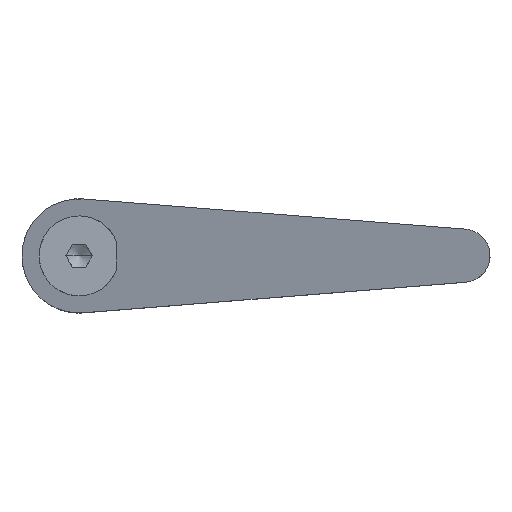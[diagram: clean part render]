
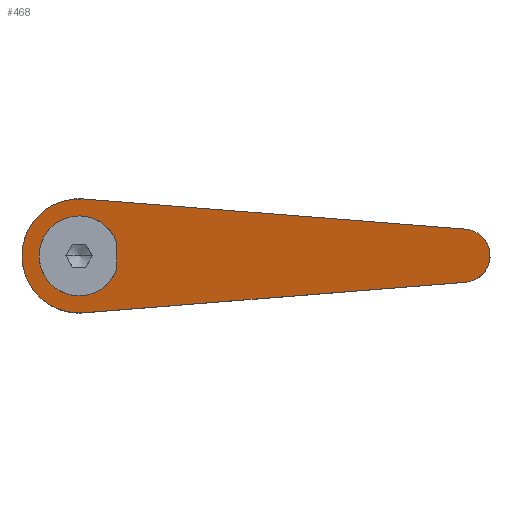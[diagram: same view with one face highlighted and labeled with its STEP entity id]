
A CAD part, top view. The second image highlights one B-rep face of the part: STEP entity #468.
In plain terms, the highlighted planar face has unit normal (-0.26, 0, 0.966).
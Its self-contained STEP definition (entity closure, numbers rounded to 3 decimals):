
#226=VERTEX_POINT('',#628);
#244=EDGE_CURVE('',#486,#290,#649,.T.);
#246=EDGE_CURVE('',#452,#294,#651,.T.);
#250=VERTEX_POINT('',#656);
#274=EDGE_CURVE('',#294,#486,#681,.T.);
#290=VERTEX_POINT('',#701);
#294=VERTEX_POINT('',#705);
#350=EDGE_CURVE('',#576,#250,#765,.T.);
#390=VERTEX_POINT('',#806);
#408=EDGE_CURVE('',#226,#390,#829,.T.);
#412=EDGE_CURVE('',#436,#452,#833,.T.);
#436=VERTEX_POINT('',#859);
#452=VERTEX_POINT('',#878);
#468=ADVANCED_FACE('',(#895,#896),#897,.F.);
#470=EDGE_CURVE('',#250,#226,#899,.T.);
#486=VERTEX_POINT('',#916);
#526=EDGE_CURVE('',#390,#576,#964,.T.);
#548=EDGE_CURVE('',#290,#436,#989,.T.);
#576=VERTEX_POINT('',#1021);
#628=CARTESIAN_POINT('',(0.,10.5,79.837));
#649=LINE('',#1102,#1103);
#651=LINE('',#1106,#1107);
#656=CARTESIAN_POINT('',(9.896,3.511,82.5));
#681=ELLIPSE('',#1145,7.249,7.0);
#701=CARTESIAN_POINT('',(1.188,14.953,80.157));
#705=CARTESIAN_POINT('',(101.554,-6.978,107.167));
#765=LINE('',#1261,#1262);
#806=CARTESIAN_POINT('',(0.,-10.5,79.837));
#829=ELLIPSE('',#1352,10.874,10.5);
#833=ELLIPSE('',#1367,15.534,15.0);
#859=CARTESIAN_POINT('',(-15.0,0.,75.8));
#878=CARTESIAN_POINT('',(1.188,-14.953,80.157));
#895=FACE_OUTER_BOUND('',#1472,.T.);
#896=FACE_BOUND('',#1473,.T.);
#897=PLANE('',#1474);
#899=ELLIPSE('',#1477,10.874,10.5);
#916=CARTESIAN_POINT('',(101.554,6.978,107.167));
#964=ELLIPSE('',#1562,10.874,10.5);
#989=ELLIPSE('',#1597,15.534,15.0);
#1021=CARTESIAN_POINT('',(9.896,-3.511,82.5));
#1102=CARTESIAN_POINT('',(56.602,10.55,95.07));
#1103=VECTOR('',#1722,1.0);
#1106=CARTESIAN_POINT('',(103.416,-6.83,107.668));
#1107=VECTOR('',#1723,1.0);
#1145=AXIS2_PLACEMENT_3D('',#1755,#1756,#1757);
#1261=CARTESIAN_POINT('',(9.896,0.,82.5));
#1262=VECTOR('',#1837,1.0);
#1352=AXIS2_PLACEMENT_3D('',#1898,#1899,#1900);
#1367=AXIS2_PLACEMENT_3D('',#1901,#1902,#1903);
#1472=EDGE_LOOP('',(#1970,#1971,#1972,#1973,#1974));
#1473=EDGE_LOOP('',(#1975,#1976,#1977,#1978));
#1474=AXIS2_PLACEMENT_3D('',#1979,#1980,#1981);
#1477=AXIS2_PLACEMENT_3D('',#1982,#1983,#1984);
#1562=AXIS2_PLACEMENT_3D('',#2074,#2075,#2076);
#1597=AXIS2_PLACEMENT_3D('',#2110,#2111,#2112);
#1722=DIRECTION('',(-0.963,0.077,-0.259));
#1723=DIRECTION('',(0.963,0.077,0.259));
#1755=CARTESIAN_POINT('',(101.0,0.0,107.018));
#1756=DIRECTION('',(-0.26,0.,0.966));
#1757=DIRECTION('',(0.966,0.,0.26));
#1837=DIRECTION('',(0.,1.0,0.0));
#1898=CARTESIAN_POINT('',(0.,0.,79.837));
#1899=DIRECTION('',(-0.26,0.,0.966));
#1900=DIRECTION('',(-0.966,0.0,-0.26));
#1901=CARTESIAN_POINT('',(0.,0.,79.837));
#1902=DIRECTION('',(-0.26,0.,0.966));
#1903=DIRECTION('',(-0.966,0.,-0.26));
#1970=ORIENTED_EDGE('',*,*,#548,.T.);
#1971=ORIENTED_EDGE('',*,*,#412,.T.);
#1972=ORIENTED_EDGE('',*,*,#246,.T.);
#1973=ORIENTED_EDGE('',*,*,#274,.T.);
#1974=ORIENTED_EDGE('',*,*,#244,.T.);
#1975=ORIENTED_EDGE('',*,*,#470,.F.);
#1976=ORIENTED_EDGE('',*,*,#350,.F.);
#1977=ORIENTED_EDGE('',*,*,#526,.F.);
#1978=ORIENTED_EDGE('',*,*,#408,.F.);
#1979=CARTESIAN_POINT('',(48.966,0.,93.015));
#1980=DIRECTION('',(0.26,0.,-0.966));
#1981=DIRECTION('',(0.251,0.966,0.068));
#1982=CARTESIAN_POINT('',(0.,0.,79.837));
#1983=DIRECTION('',(-0.26,0.,0.966));
#1984=DIRECTION('',(-0.966,0.0,-0.26));
#2074=CARTESIAN_POINT('',(0.,0.,79.837));
#2075=DIRECTION('',(-0.26,0.,0.966));
#2076=DIRECTION('',(-0.966,0.0,-0.26));
#2110=CARTESIAN_POINT('',(0.,0.,79.837));
#2111=DIRECTION('',(-0.26,0.,0.966));
#2112=DIRECTION('',(-0.966,0.,-0.26));
